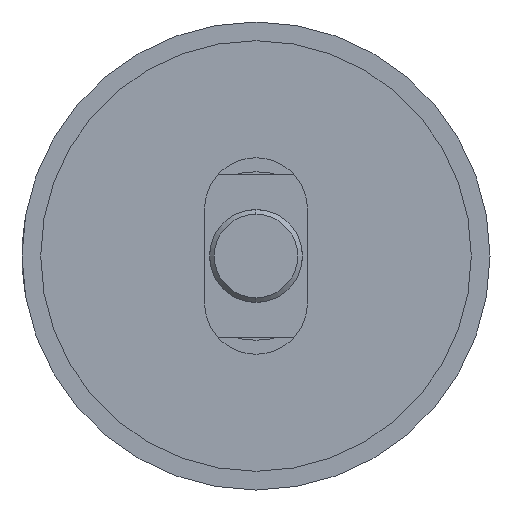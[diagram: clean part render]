
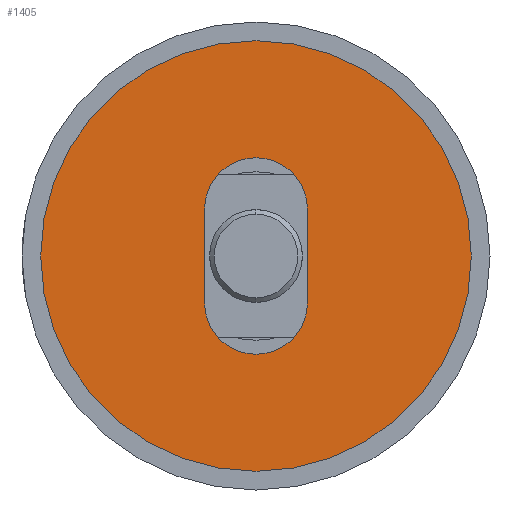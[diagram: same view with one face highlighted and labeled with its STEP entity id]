
A CAD part, left-side view. The second image highlights one B-rep face of the part: STEP entity #1405.
In plain terms, the highlighted planar face has unit normal (-1, 0, 0).
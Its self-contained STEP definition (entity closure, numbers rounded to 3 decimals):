
#778=CARTESIAN_POINT('',(-14.1,0.,0.));
#779=DIRECTION('',(-1.,0.,0.));
#780=DIRECTION('',(0.,0.,1.));
#781=AXIS2_PLACEMENT_3D('',#778,#779,#780);
#783=CARTESIAN_POINT('',(-14.1,0.,0.));
#784=DIRECTION('',(-1.,0.,0.));
#785=DIRECTION('',(0.,0.,-1.));
#786=AXIS2_PLACEMENT_3D('',#783,#784,#785);
#788=DIRECTION('',(0.,0.,1.));
#789=VECTOR('',#788,10.);
#790=CARTESIAN_POINT('',(-14.1,-5.5,-5.));
#791=LINE('',#790,#789);
#792=DIRECTION('',(0.,0.,-1.));
#793=VECTOR('',#792,10.);
#794=CARTESIAN_POINT('',(-14.1,5.5,5.));
#795=LINE('',#794,#793);
#859=CARTESIAN_POINT('',(-14.1,0.,-5.));
#860=DIRECTION('',(1.,0.,0.));
#861=DIRECTION('',(0.,-1.,0.));
#862=AXIS2_PLACEMENT_3D('',#859,#860,#861);
#889=CARTESIAN_POINT('',(-14.1,0.,5.));
#890=DIRECTION('',(1.,0.,0.));
#891=DIRECTION('',(0.,1.,0.));
#892=AXIS2_PLACEMENT_3D('',#889,#890,#891);
#938=CARTESIAN_POINT('',(-14.1,0.,23.));
#939=CARTESIAN_POINT('',(-14.1,0.,-23.));
#940=VERTEX_POINT('',#938);
#941=VERTEX_POINT('',#939);
#1010=CARTESIAN_POINT('',(-14.1,-5.5,-5.));
#1011=CARTESIAN_POINT('',(-14.1,5.5,-5.));
#1012=VERTEX_POINT('',#1010);
#1013=VERTEX_POINT('',#1011);
#1014=CARTESIAN_POINT('',(-14.1,-5.5,5.));
#1015=VERTEX_POINT('',#1014);
#1016=CARTESIAN_POINT('',(-14.1,5.5,5.));
#1017=VERTEX_POINT('',#1016);
#1386=CARTESIAN_POINT('',(-14.1,0.,0.));
#1387=DIRECTION('',(-1.,0.,0.));
#1388=DIRECTION('',(0.,0.,1.));
#1389=AXIS2_PLACEMENT_3D('',#1386,#1387,#1388);
#1390=PLANE('',#1389);
#1391=ORIENTED_EDGE('',*,*,#1366,.F.);
#1392=ORIENTED_EDGE('',*,*,#1380,.F.);
#1393=EDGE_LOOP('',(#1391,#1392));
#1394=FACE_OUTER_BOUND('',#1393,.F.);
#1396=ORIENTED_EDGE('',*,*,#1395,.T.);
#1398=ORIENTED_EDGE('',*,*,#1397,.F.);
#1400=ORIENTED_EDGE('',*,*,#1399,.T.);
#1402=ORIENTED_EDGE('',*,*,#1401,.F.);
#1403=EDGE_LOOP('',(#1396,#1398,#1400,#1402));
#1404=FACE_BOUND('',#1403,.F.);
#782=CIRCLE('',#781,23.);
#787=CIRCLE('',#786,23.);
#863=CIRCLE('',#862,5.5);
#893=CIRCLE('',#892,5.5);
#1366=EDGE_CURVE('',#940,#941,#782,.T.);
#1380=EDGE_CURVE('',#941,#940,#787,.T.);
#1395=EDGE_CURVE('',#1012,#1015,#791,.T.);
#1397=EDGE_CURVE('',#1017,#1015,#893,.T.);
#1399=EDGE_CURVE('',#1017,#1013,#795,.T.);
#1401=EDGE_CURVE('',#1012,#1013,#863,.T.);
#1405=ADVANCED_FACE('',(#1394,#1404),#1390,.T.);
